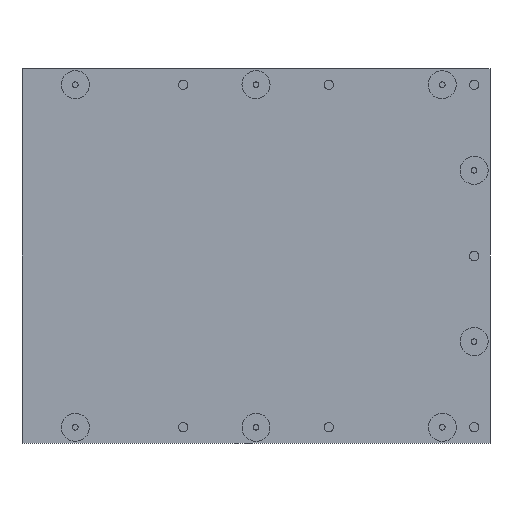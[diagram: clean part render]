
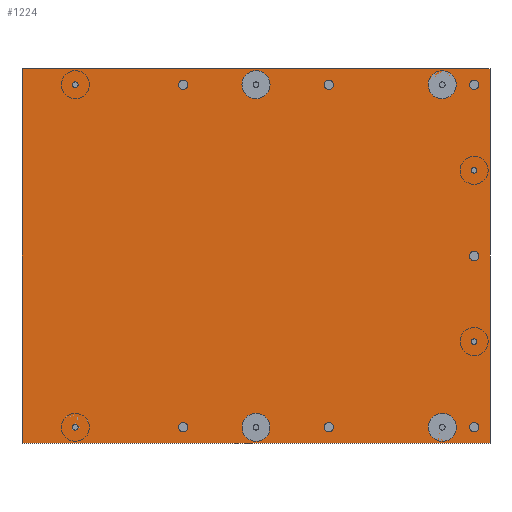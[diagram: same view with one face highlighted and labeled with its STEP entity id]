
A CAD part, front view. The second image highlights one B-rep face of the part: STEP entity #1224.
In plain terms, the highlighted planar face has unit normal (0, -1, 0).
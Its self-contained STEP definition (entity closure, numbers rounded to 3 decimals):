
#91=FACE_BOUND('',#260,.T.);
#92=FACE_BOUND('',#261,.T.);
#93=FACE_BOUND('',#262,.T.);
#94=FACE_BOUND('',#263,.T.);
#95=FACE_BOUND('',#264,.T.);
#96=FACE_BOUND('',#265,.T.);
#97=FACE_BOUND('',#266,.T.);
#98=FACE_BOUND('',#267,.T.);
#99=FACE_BOUND('',#268,.T.);
#100=FACE_BOUND('',#269,.T.);
#101=FACE_BOUND('',#270,.T.);
#102=FACE_BOUND('',#271,.T.);
#103=FACE_BOUND('',#272,.T.);
#104=FACE_BOUND('',#273,.T.);
#105=FACE_BOUND('',#274,.T.);
#137=PLANE('',#1385);
#193=FACE_OUTER_BOUND('',#259,.T.);
#259=EDGE_LOOP('',(#987,#988,#989,#990));
#260=EDGE_LOOP('',(#991));
#261=EDGE_LOOP('',(#992));
#262=EDGE_LOOP('',(#993));
#263=EDGE_LOOP('',(#994));
#264=EDGE_LOOP('',(#995));
#265=EDGE_LOOP('',(#996));
#266=EDGE_LOOP('',(#997));
#267=EDGE_LOOP('',(#998));
#268=EDGE_LOOP('',(#999));
#269=EDGE_LOOP('',(#1000));
#270=EDGE_LOOP('',(#1001));
#271=EDGE_LOOP('',(#1002));
#272=EDGE_LOOP('',(#1003));
#273=EDGE_LOOP('',(#1004));
#274=EDGE_LOOP('',(#1005));
#371=LINE('',#2001,#472);
#372=LINE('',#2003,#473);
#373=LINE('',#2005,#474);
#374=LINE('',#2006,#475);
#472=VECTOR('',#1645,10.);
#473=VECTOR('',#1646,10.);
#474=VECTOR('',#1647,10.);
#475=VECTOR('',#1648,10.);
#529=CIRCLE('',#1311,1.5);
#531=CIRCLE('',#1314,1.5);
#533=CIRCLE('',#1317,1.5);
#535=CIRCLE('',#1320,1.5);
#537=CIRCLE('',#1323,1.5);
#539=CIRCLE('',#1326,1.5);
#541=CIRCLE('',#1329,1.5);
#543=CIRCLE('',#1332,1.5);
#545=CIRCLE('',#1335,0.5);
#547=CIRCLE('',#1338,0.5);
#549=CIRCLE('',#1341,0.5);
#551=CIRCLE('',#1344,0.5);
#553=CIRCLE('',#1347,0.5);
#555=CIRCLE('',#1350,0.5);
#557=CIRCLE('',#1353,0.5);
#587=VERTEX_POINT('',#1818);
#589=VERTEX_POINT('',#1824);
#591=VERTEX_POINT('',#1830);
#593=VERTEX_POINT('',#1836);
#595=VERTEX_POINT('',#1842);
#597=VERTEX_POINT('',#1848);
#599=VERTEX_POINT('',#1854);
#601=VERTEX_POINT('',#1860);
#603=VERTEX_POINT('',#1866);
#605=VERTEX_POINT('',#1872);
#607=VERTEX_POINT('',#1878);
#609=VERTEX_POINT('',#1884);
#611=VERTEX_POINT('',#1890);
#613=VERTEX_POINT('',#1896);
#615=VERTEX_POINT('',#1902);
#648=VERTEX_POINT('',#1999);
#649=VERTEX_POINT('',#2000);
#650=VERTEX_POINT('',#2002);
#651=VERTEX_POINT('',#2004);
#694=EDGE_CURVE('',#587,#587,#529,.T.);
#697=EDGE_CURVE('',#589,#589,#531,.T.);
#700=EDGE_CURVE('',#591,#591,#533,.T.);
#703=EDGE_CURVE('',#593,#593,#535,.T.);
#706=EDGE_CURVE('',#595,#595,#537,.T.);
#709=EDGE_CURVE('',#597,#597,#539,.T.);
#712=EDGE_CURVE('',#599,#599,#541,.T.);
#715=EDGE_CURVE('',#601,#601,#543,.T.);
#718=EDGE_CURVE('',#603,#603,#545,.T.);
#721=EDGE_CURVE('',#605,#605,#547,.T.);
#724=EDGE_CURVE('',#607,#607,#549,.T.);
#727=EDGE_CURVE('',#609,#609,#551,.T.);
#730=EDGE_CURVE('',#611,#611,#553,.T.);
#733=EDGE_CURVE('',#613,#613,#555,.T.);
#736=EDGE_CURVE('',#615,#615,#557,.T.);
#783=EDGE_CURVE('',#648,#649,#371,.T.);
#784=EDGE_CURVE('',#649,#650,#372,.T.);
#785=EDGE_CURVE('',#650,#651,#373,.T.);
#786=EDGE_CURVE('',#651,#648,#374,.T.);
#987=ORIENTED_EDGE('',*,*,#783,.T.);
#988=ORIENTED_EDGE('',*,*,#784,.T.);
#989=ORIENTED_EDGE('',*,*,#785,.T.);
#990=ORIENTED_EDGE('',*,*,#786,.T.);
#991=ORIENTED_EDGE('',*,*,#694,.T.);
#992=ORIENTED_EDGE('',*,*,#697,.T.);
#993=ORIENTED_EDGE('',*,*,#700,.T.);
#994=ORIENTED_EDGE('',*,*,#703,.T.);
#995=ORIENTED_EDGE('',*,*,#706,.T.);
#996=ORIENTED_EDGE('',*,*,#709,.T.);
#997=ORIENTED_EDGE('',*,*,#712,.T.);
#998=ORIENTED_EDGE('',*,*,#715,.T.);
#999=ORIENTED_EDGE('',*,*,#718,.T.);
#1000=ORIENTED_EDGE('',*,*,#721,.T.);
#1001=ORIENTED_EDGE('',*,*,#724,.T.);
#1002=ORIENTED_EDGE('',*,*,#727,.T.);
#1003=ORIENTED_EDGE('',*,*,#730,.T.);
#1004=ORIENTED_EDGE('',*,*,#733,.T.);
#1005=ORIENTED_EDGE('',*,*,#736,.T.);
#1224=ADVANCED_FACE('',(#193,#91,#92,#93,#94,#95,#96,#97,#98,#99,#100,#101,
#102,#103,#104,#105),#137,.T.);
#1311=AXIS2_PLACEMENT_3D('',#1820,#1451,#1452);
#1314=AXIS2_PLACEMENT_3D('',#1826,#1458,#1459);
#1317=AXIS2_PLACEMENT_3D('',#1832,#1465,#1466);
#1320=AXIS2_PLACEMENT_3D('',#1838,#1472,#1473);
#1323=AXIS2_PLACEMENT_3D('',#1844,#1479,#1480);
#1326=AXIS2_PLACEMENT_3D('',#1850,#1486,#1487);
#1329=AXIS2_PLACEMENT_3D('',#1856,#1493,#1494);
#1332=AXIS2_PLACEMENT_3D('',#1862,#1500,#1501);
#1335=AXIS2_PLACEMENT_3D('',#1868,#1507,#1508);
#1338=AXIS2_PLACEMENT_3D('',#1874,#1514,#1515);
#1341=AXIS2_PLACEMENT_3D('',#1880,#1521,#1522);
#1344=AXIS2_PLACEMENT_3D('',#1886,#1528,#1529);
#1347=AXIS2_PLACEMENT_3D('',#1892,#1535,#1536);
#1350=AXIS2_PLACEMENT_3D('',#1898,#1542,#1543);
#1353=AXIS2_PLACEMENT_3D('',#1904,#1549,#1550);
#1385=AXIS2_PLACEMENT_3D('',#1998,#1643,#1644);
#1451=DIRECTION('center_axis',(0.,1.,0.));
#1452=DIRECTION('ref_axis',(1.,0.,0.));
#1458=DIRECTION('center_axis',(0.,1.,0.));
#1459=DIRECTION('ref_axis',(1.,0.,0.));
#1465=DIRECTION('center_axis',(0.,1.,0.));
#1466=DIRECTION('ref_axis',(1.,0.,0.));
#1472=DIRECTION('center_axis',(0.,1.,0.));
#1473=DIRECTION('ref_axis',(1.,0.,0.));
#1479=DIRECTION('center_axis',(0.,1.,0.));
#1480=DIRECTION('ref_axis',(1.,0.,0.));
#1486=DIRECTION('center_axis',(0.,1.,0.));
#1487=DIRECTION('ref_axis',(1.,0.,0.));
#1493=DIRECTION('center_axis',(0.,1.,0.));
#1494=DIRECTION('ref_axis',(1.,0.,0.));
#1500=DIRECTION('center_axis',(0.,1.,0.));
#1501=DIRECTION('ref_axis',(1.,0.,0.));
#1507=DIRECTION('center_axis',(0.,1.,0.));
#1508=DIRECTION('ref_axis',(1.,0.,0.));
#1514=DIRECTION('center_axis',(0.,1.,0.));
#1515=DIRECTION('ref_axis',(1.,0.,0.));
#1521=DIRECTION('center_axis',(0.,1.,0.));
#1522=DIRECTION('ref_axis',(1.,0.,0.));
#1528=DIRECTION('center_axis',(0.,1.,0.));
#1529=DIRECTION('ref_axis',(1.,0.,0.));
#1535=DIRECTION('center_axis',(0.,1.,0.));
#1536=DIRECTION('ref_axis',(1.,0.,0.));
#1542=DIRECTION('center_axis',(0.,1.,0.));
#1543=DIRECTION('ref_axis',(1.,0.,0.));
#1549=DIRECTION('center_axis',(0.,1.,0.));
#1550=DIRECTION('ref_axis',(1.,0.,0.));
#1643=DIRECTION('center_axis',(0.,-1.,0.));
#1644=DIRECTION('ref_axis',(0.,0.,-1.));
#1645=DIRECTION('',(0.,0.,1.));
#1646=DIRECTION('',(-1.,0.,0.));
#1647=DIRECTION('',(0.,0.,-1.));
#1648=DIRECTION('',(1.,0.,0.));
#1818=CARTESIAN_POINT('',(64.4,-7.,166.9));
#1820=CARTESIAN_POINT('Origin',(65.9,-7.,166.9));
#1824=CARTESIAN_POINT('',(160.9,-7.,-16.1));
#1826=CARTESIAN_POINT('Origin',(162.4,-7.,-16.1));
#1830=CARTESIAN_POINT('',(277.4,-7.,121.15));
#1832=CARTESIAN_POINT('Origin',(278.9,-7.,121.15));
#1836=CARTESIAN_POINT('',(260.4,-7.,-16.1));
#1838=CARTESIAN_POINT('Origin',(261.9,-7.,-16.1));
#1842=CARTESIAN_POINT('',(277.4,-7.,29.65));
#1844=CARTESIAN_POINT('Origin',(278.9,-7.,29.65));
#1848=CARTESIAN_POINT('',(260.4,-7.,166.9));
#1850=CARTESIAN_POINT('Origin',(261.9,-7.,166.9));
#1854=CARTESIAN_POINT('',(64.4,-7.,-16.1));
#1856=CARTESIAN_POINT('Origin',(65.9,-7.,-16.1));
#1860=CARTESIAN_POINT('',(160.9,-7.,166.9));
#1862=CARTESIAN_POINT('Origin',(162.4,-7.,166.9));
#1866=CARTESIAN_POINT('',(200.733,-7.,-16.1));
#1868=CARTESIAN_POINT('Origin',(201.233,-7.,-16.1));
#1872=CARTESIAN_POINT('',(278.4,-7.,166.9));
#1874=CARTESIAN_POINT('Origin',(278.9,-7.,166.9));
#1878=CARTESIAN_POINT('',(278.4,-7.,-16.1));
#1880=CARTESIAN_POINT('Origin',(278.9,-7.,-16.1));
#1884=CARTESIAN_POINT('',(123.067,-7.,-16.1));
#1886=CARTESIAN_POINT('Origin',(123.567,-7.,-16.1));
#1890=CARTESIAN_POINT('',(278.4,-7.,75.4));
#1892=CARTESIAN_POINT('Origin',(278.9,-7.,75.4));
#1896=CARTESIAN_POINT('',(200.733,-7.,166.9));
#1898=CARTESIAN_POINT('Origin',(201.233,-7.,166.9));
#1902=CARTESIAN_POINT('',(123.067,-7.,166.9));
#1904=CARTESIAN_POINT('Origin',(123.567,-7.,166.9));
#1998=CARTESIAN_POINT('Origin',(162.4,-7.,75.4));
#1999=CARTESIAN_POINT('',(287.4,-7.,-24.6));
#2000=CARTESIAN_POINT('',(287.4,-7.,175.4));
#2001=CARTESIAN_POINT('',(287.4,-7.,175.4));
#2002=CARTESIAN_POINT('',(37.4,-7.,175.4));
#2003=CARTESIAN_POINT('',(37.4,-7.,175.4));
#2004=CARTESIAN_POINT('',(37.4,-7.,-24.6));
#2005=CARTESIAN_POINT('',(37.4,-7.,-24.6));
#2006=CARTESIAN_POINT('',(287.4,-7.,-24.6));
